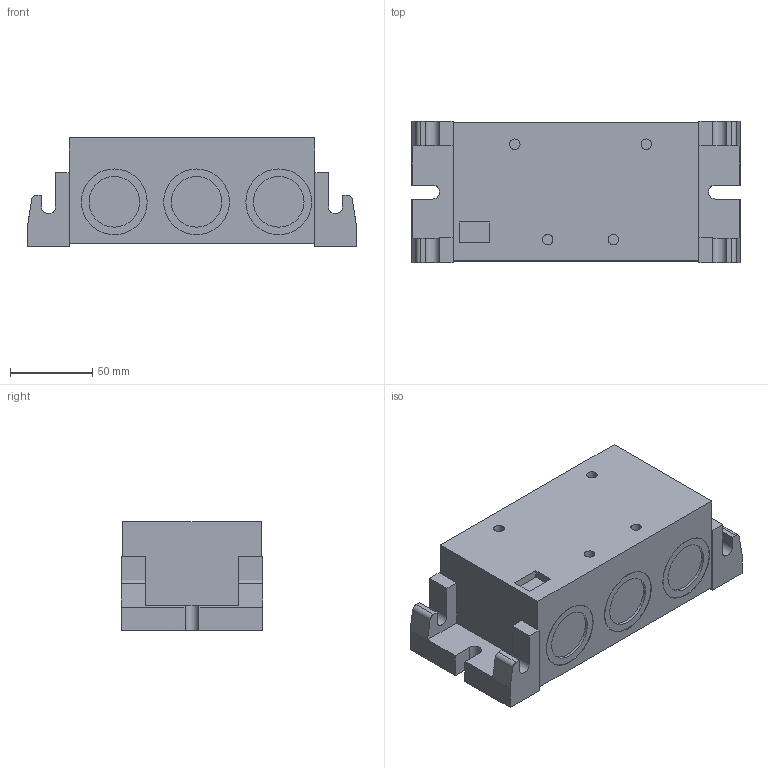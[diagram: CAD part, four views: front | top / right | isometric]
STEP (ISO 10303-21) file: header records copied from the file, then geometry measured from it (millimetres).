
FILE_DESCRIPTION(/* description */ (''),/* implementation_level */ '2;1');
FILE_NAME(/* name */ 'BF-4063.stp',/* time_stamp */ '2016-09-27T11:24:41+02:00',/* author */ ('Boceda'),/* organization */ (''),/* preprocessor_version */ 'ST-DEVELOPER v16.5',/* originating_system */ 'Autodesk Inventor 2017',/* authorisation */ '');
FILE_SCHEMA (('CONFIG_CONTROL_DESIGN'));
Length unit declared in the file: millimetre
Products named in the file (1): BF-4063
Bounding box: 199.5 x 86 x 66 mm (x, y, z)
Volume: 804171.4 mm3; surface area: 84577.4 mm2
Topology: 1 solids, 1 shells, 119 faces, 260 edges, 172 vertices
Faces by surface type: plane 81, cylinder 38
Full cylindrical faces by diameter (mm): 6.4 x4, 8.8 x4, 30.75 x10, 40 x10
Entity records: 3148 total; most frequent: DIRECTION 548, CARTESIAN_POINT 524, ORIENTED_EDGE 464, EDGE_CURVE 232, AXIS2_PLACEMENT_3D 196, EDGE_LOOP 176, VERTEX_POINT 172, LINE 156
